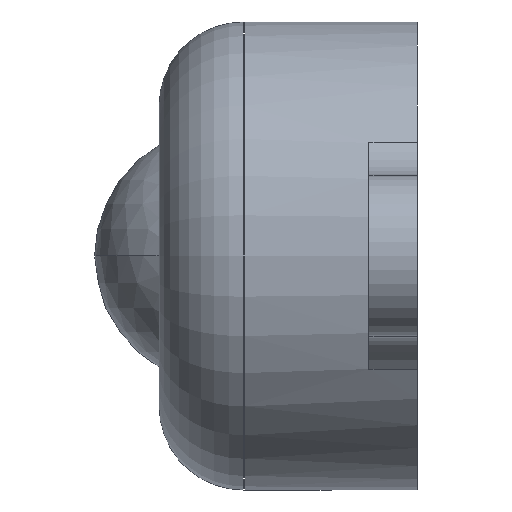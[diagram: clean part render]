
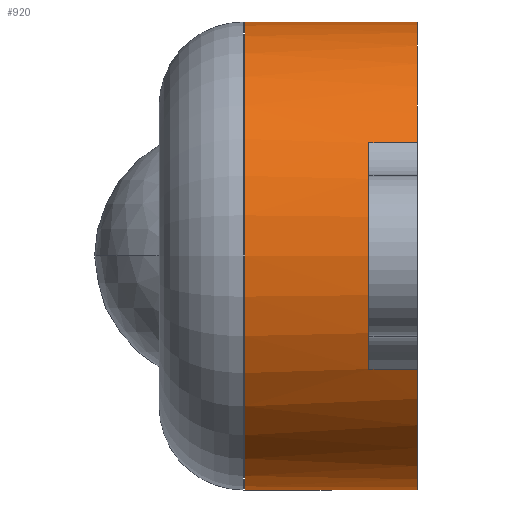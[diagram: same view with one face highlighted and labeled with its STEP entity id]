
A CAD part, left-side view. The second image highlights one B-rep face of the part: STEP entity #920.
In plain terms, the highlighted cylindrical face has radius 14.5 mm (diameter 29 mm), a partial arc.
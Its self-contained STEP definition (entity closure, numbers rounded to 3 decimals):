
#12 = DIRECTION ( 'NONE',  ( 0., -1., 0. ) ) ;
#13 = VECTOR ( 'NONE', #12, 1000. ) ;
#14 = LINE ( 'NONE', #15, #35 ) ;
#15 = CARTESIAN_POINT ( 'NONE',  ( -12.694, -13., 7.008 ) ) ;
#21 = CARTESIAN_POINT ( 'NONE',  ( -12.694, -13., -7.008 ) ) ;
#22 = LINE ( 'NONE', #21, #13 ) ;
#24 = DIRECTION ( 'NONE',  ( 0., -1., 0. ) ) ;
#35 = VECTOR ( 'NONE', #24, 1000. ) ;
#45 = VERTEX_POINT ( 'NONE', #222 ) ;
#50 = EDGE_CURVE ( 'NONE', #52, #45, #261, .T. ) ;
#52 = VERTEX_POINT ( 'NONE', #198 ) ;
#68 = EDGE_CURVE ( 'NONE', #69, #82, #207, .T. ) ;
#69 = VERTEX_POINT ( 'NONE', #203 ) ;
#82 = VERTEX_POINT ( 'NONE', #236 ) ;
#136 = CARTESIAN_POINT ( 'NONE',  ( 0., -16., 0. ) ) ;
#155 = DIRECTION ( 'NONE',  ( 0., 0., 1. ) ) ;
#185 = DIRECTION ( 'NONE',  ( 0., 1., 0. ) ) ;
#198 = CARTESIAN_POINT ( 'NONE',  ( 0., -16., -14.5 ) ) ;
#199 = DIRECTION ( 'NONE',  ( 0., 1., 0. ) ) ;
#200 = VECTOR ( 'NONE', #199, 1000. ) ;
#201 = CARTESIAN_POINT ( 'NONE',  ( 0., 11.74, -14.5 ) ) ;
#203 = CARTESIAN_POINT ( 'NONE',  ( 0., -16., 14.5 ) ) ;
#204 = DIRECTION ( 'NONE',  ( 0., 1., 0. ) ) ;
#205 = VECTOR ( 'NONE', #204, 1000. ) ;
#206 = CARTESIAN_POINT ( 'NONE',  ( 0., 11.74, 14.5 ) ) ;
#207 = LINE ( 'NONE', #206, #205 ) ;
#222 = CARTESIAN_POINT ( 'NONE',  ( 0., -5.3, -14.5 ) ) ;
#236 = CARTESIAN_POINT ( 'NONE',  ( 0., -5.3, 14.5 ) ) ;
#261 = LINE ( 'NONE', #201, #200 ) ;
#397 = AXIS2_PLACEMENT_3D ( 'NONE', #136, #185, #155 ) ;
#398 = CIRCLE ( 'NONE', #397, 14.5 ) ;
#399 = CARTESIAN_POINT ( 'NONE',  ( -12.694, -13., 7.008 ) ) ;
#525 = CARTESIAN_POINT ( 'NONE',  ( -12.694, -13., -7.008 ) ) ;
#603 = CARTESIAN_POINT ( 'NONE',  ( -12.694, -16., -7.008 ) ) ;
#741 = DIRECTION ( 'NONE',  ( 0., 0., 1. ) ) ;
#743 = DIRECTION ( 'NONE',  ( 0., 1., 0. ) ) ;
#744 = CARTESIAN_POINT ( 'NONE',  ( 0., 11.74, 0. ) ) ;
#745 = AXIS2_PLACEMENT_3D ( 'NONE', #744, #743, #741 ) ;
#746 = CYLINDRICAL_SURFACE ( 'NONE', #745, 14.5 ) ;
#754 = FACE_OUTER_BOUND ( 'NONE', #851, .T. ) ;
#762 = CARTESIAN_POINT ( 'NONE',  ( -12.694, -16., 7.008 ) ) ;
#763 = CIRCLE ( 'NONE', #774, 14.5 ) ;
#764 = CARTESIAN_POINT ( 'NONE',  ( 0., -16., 0. ) ) ;
#765 = CIRCLE ( 'NONE', #787, 14.5 ) ;
#772 = CARTESIAN_POINT ( 'NONE',  ( 0., -5.3, 0. ) ) ;
#773 = DIRECTION ( 'NONE',  ( 0., 1., 0. ) ) ;
#774 = AXIS2_PLACEMENT_3D ( 'NONE', #764, #773, #775 ) ;
#775 = DIRECTION ( 'NONE',  ( 0., 0., 1. ) ) ;
#777 = DIRECTION ( 'NONE',  ( 0., 0., -1. ) ) ;
#778 = DIRECTION ( 'NONE',  ( 0., 1., 0. ) ) ;
#779 = CARTESIAN_POINT ( 'NONE',  ( 0., -13., 0. ) ) ;
#780 = AXIS2_PLACEMENT_3D ( 'NONE', #779, #778, #777 ) ;
#781 = CIRCLE ( 'NONE', #780, 14.5 ) ;
#785 = DIRECTION ( 'NONE',  ( 0., 0., 1. ) ) ;
#786 = DIRECTION ( 'NONE',  ( 0., 1., 0. ) ) ;
#787 = AXIS2_PLACEMENT_3D ( 'NONE', #772, #786, #785 ) ;
#790 = ORIENTED_EDGE ( 'NONE', *, *, #50, .F. ) ;
#791 = VERTEX_POINT ( 'NONE', #399 ) ;
#792 = EDGE_CURVE ( 'NONE', #52, #852, #398, .T. ) ;
#800 = EDGE_CURVE ( 'NONE', #902, #69, #763, .T. ) ;
#801 = ORIENTED_EDGE ( 'NONE', *, *, #802, .T. ) ;
#802 = EDGE_CURVE ( 'NONE', #951, #791, #781, .T. ) ;
#813 = EDGE_CURVE ( 'NONE', #45, #82, #765, .T. ) ;
#815 = EDGE_CURVE ( 'NONE', #791, #902, #14, .T. ) ;
#817 = EDGE_CURVE ( 'NONE', #951, #852, #22, .T. ) ;
#851 = EDGE_LOOP ( 'NONE', ( #790, #949, #950, #801, #945, #903, #937, #895 ) ) ;
#852 = VERTEX_POINT ( 'NONE', #603 ) ;
#895 = ORIENTED_EDGE ( 'NONE', *, *, #813, .F. ) ;
#902 = VERTEX_POINT ( 'NONE', #762 ) ;
#903 = ORIENTED_EDGE ( 'NONE', *, *, #800, .T. ) ;
#920 = ADVANCED_FACE ( 'NONE', ( #754 ), #746, .T. ) ;
#937 = ORIENTED_EDGE ( 'NONE', *, *, #68, .T. ) ;
#945 = ORIENTED_EDGE ( 'NONE', *, *, #815, .T. ) ;
#949 = ORIENTED_EDGE ( 'NONE', *, *, #792, .T. ) ;
#950 = ORIENTED_EDGE ( 'NONE', *, *, #817, .F. ) ;
#951 = VERTEX_POINT ( 'NONE', #525 ) ;
